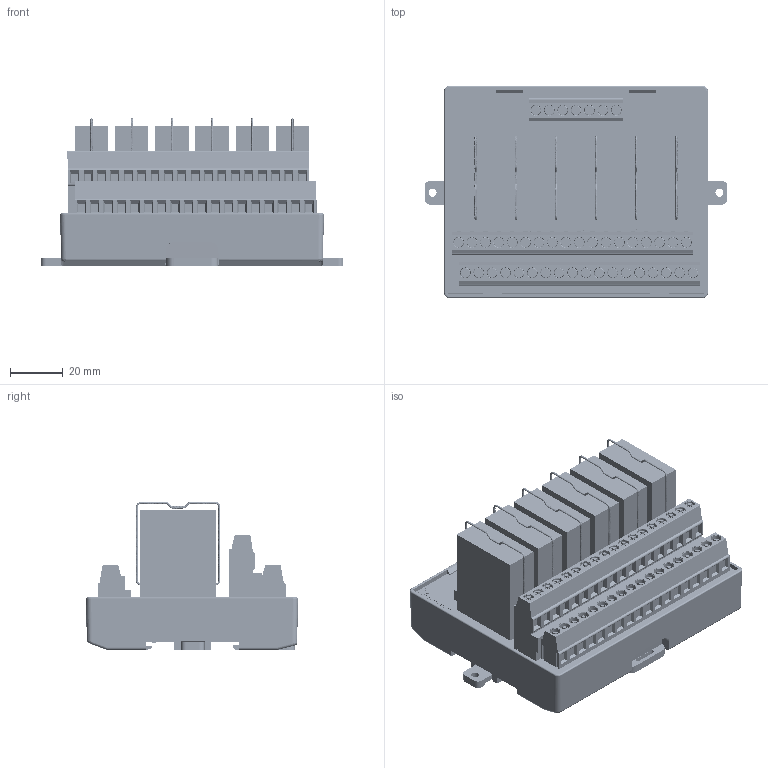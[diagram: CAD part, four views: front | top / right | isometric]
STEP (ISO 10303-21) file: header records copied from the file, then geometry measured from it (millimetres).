
FILE_DESCRIPTION(/* description */ (''),/* implementation_level */ '2;1');
FILE_NAME(/* name */ 'D1088-E 3D.stp',/* time_stamp */ '2024-08-16T14:16:01+08:00',/* author */ (''),/* organization */ (''),/* preprocessor_version */ 'ST-DEVELOPER v14',/* originating_system */ 'SIEMENS PLM Software NX 8.0',/* authorisation */ '');
FILE_SCHEMA (('AUTOMOTIVE_DESIGN { 1 0 10303 214 3 1 1 1 }'));
Products named in the file (1): D1088-E 3D_stp
Bounding box: 114.77 x 80.4 x 56.16 mm (x, y, z)
Volume: 245430.4 mm3; surface area: 70232 mm2
Topology: 3 solids, 12 shells, 4753 faces, 12931 edges, 8405 vertices
Faces by surface type: plane 3326, cylinder 851, torus 291, bspline 154, cone 117, extrusion 14
Full cylindrical faces by diameter (mm): 2.6 x24, 3 x2, 4.1 x38, 4.13 x24
Entity records: 236798 total; most frequent: CARTESIAN_POINT 119915, ORIENTED_EDGE 25284, DIRECTION 21500, EDGE_CURVE 12642, VECTOR 9520, LINE 9506, VERTEX_POINT 8331, AXIS2_PLACEMENT_3D 5990
